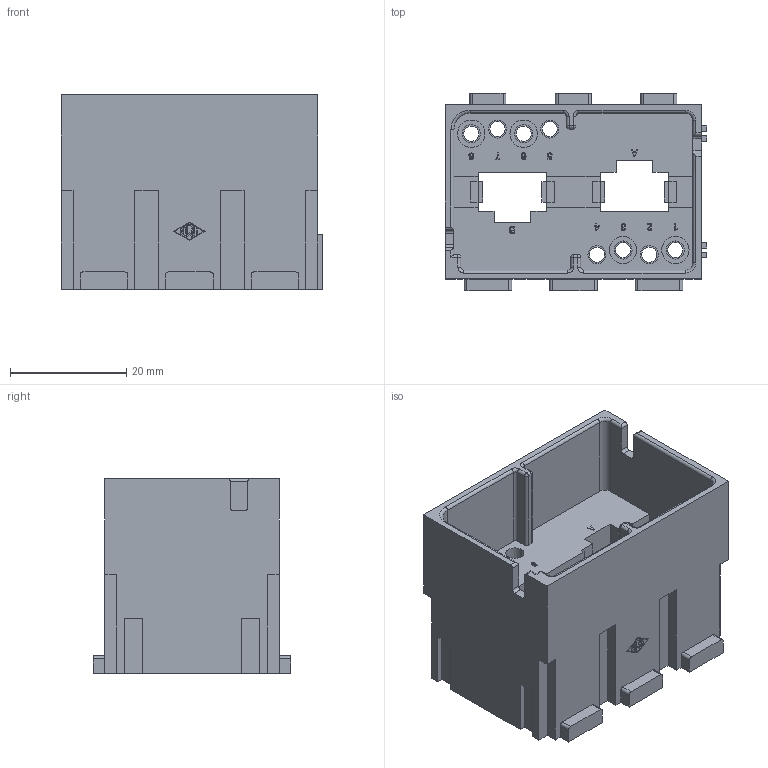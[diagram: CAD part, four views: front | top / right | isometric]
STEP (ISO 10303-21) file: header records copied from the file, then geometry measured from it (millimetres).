
FILE_DESCRIPTION(('CoCreate Modeling STEP Export'),'2;1');
FILE_NAME('CX 02 JM.stp','2010-09-03T 9:55:56',(''),(''),'CoCreate Modeling STEP processor for AP214 (Solid Model)','CoCreate Modeling 16.00A 16-Aug-2008 (C) Parametric Technology GmbH','');
FILE_SCHEMA(('AUTOMOTIVE_DESIGN { 1 0 10303 214 1 1 1 1 }'));
Length unit declared in the file: millimetre
Products named in the file (2): CX_02_JM
Assembly tree (1 placements, depth 2):
  CX_02_JM
    CX_02_JM
Bounding box: 45 x 34 x 33.5 mm (x, y, z)
Volume: 20430.6 mm3; surface area: 14172.6 mm2
Topology: 1 solids, 1 shells, 1267 faces, 3585 edges, 2376 vertices
Faces by surface type: plane 1127, cylinder 113, extrusion 14, torus 8, sphere 5
Entity records: 42809 total; most frequent: CARTESIAN_POINT 7428, ORIENTED_EDGE 7160, DIRECTION 6045, EDGE_CURVE 3580, VECTOR 3319, LINE 3305, VERTEX_POINT 2376, AXIS2_PLACEMENT_3D 1363
